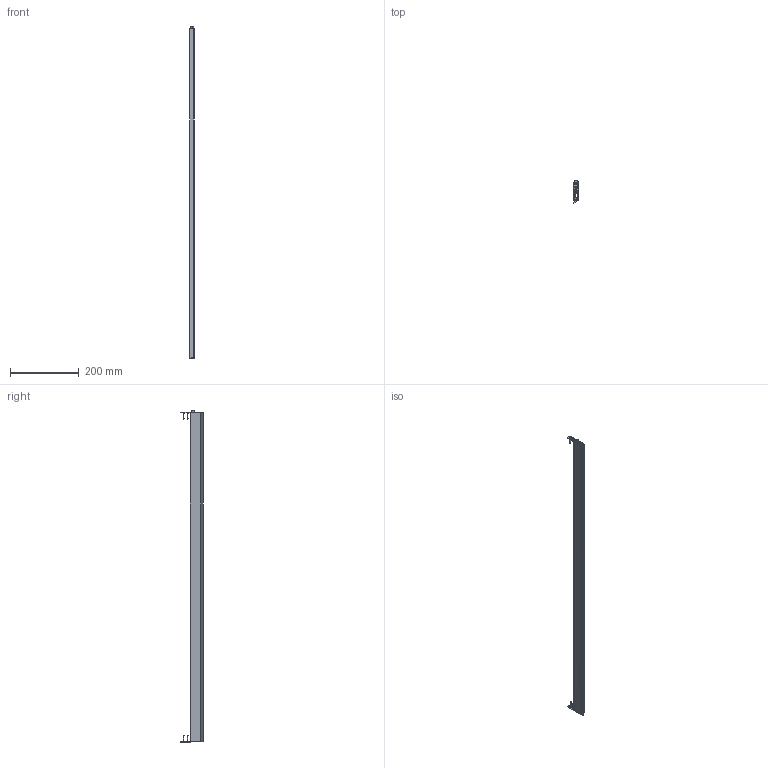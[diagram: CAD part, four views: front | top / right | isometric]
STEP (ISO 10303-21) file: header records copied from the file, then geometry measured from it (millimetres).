
FILE_DESCRIPTION (( 'STEP AP203' ), '1' );
FILE_NAME ('RH960Rechts.STEP', '2025-02-10T15:29:34', ( '' ), ( '' ), 'SwSTEP 2.0', 'SolidWorks 2023', '' );
FILE_SCHEMA (( 'CONFIG_CONTROL_DESIGN' ));
Length unit declared in the file: millimetre
Products named in the file (6): Haltewinkel_RH_01; Aussengehäuse_RH_960; RH960Rechts; Schraube d3x20_01; Betätigungsteil_RH; Innengeometrie_RH_960
Assembly tree (9 placements, depth 2):
  RH960Rechts
    Aussengehäuse_RH_960
    Betätigungsteil_RH
    Innengeometrie_RH_960
    Schraube d3x20_01  x4
    Haltewinkel_RH_01  x2
Bounding box: 13.99 x 66.54 x 966 mm (x, y, z)
Volume: 197884.5 mm3; surface area: 321135.2 mm2
Topology: 24 solids, 24 shells, 1194 faces, 3308 edges, 2190 vertices
Faces by surface type: plane 552, bspline 502, cylinder 114, cone 24, torus 2
Entity records: 47754 total; most frequent: CARTESIAN_POINT 26547, ORIENTED_EDGE 4990, DIRECTION 2833, EDGE_CURVE 2495, VERTEX_POINT 1659, LINE 1545, VECTOR 1545, EDGE_LOOP 996
